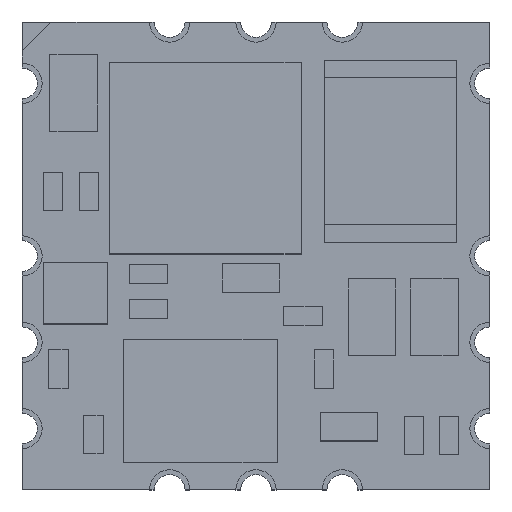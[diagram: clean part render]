
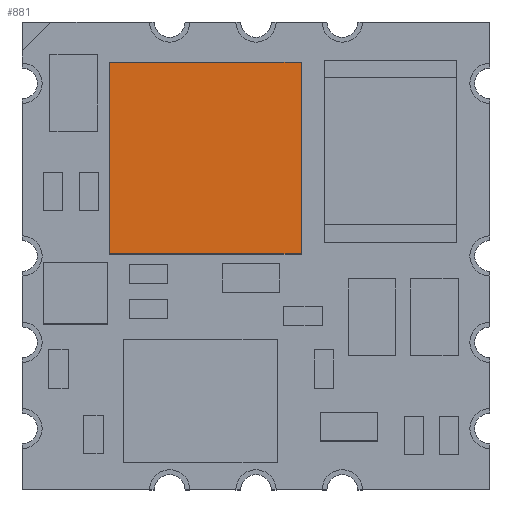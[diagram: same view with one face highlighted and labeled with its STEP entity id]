
A CAD part, top view. The second image highlights one B-rep face of the part: STEP entity #881.
In plain terms, the highlighted planar face has unit normal (0, 0, 1).
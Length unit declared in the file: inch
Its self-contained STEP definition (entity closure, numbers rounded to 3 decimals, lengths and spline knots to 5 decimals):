
#307 = EDGE_CURVE ( 'NONE', #6516, #5645, #11699, .T. ) ;
#697 = LINE ( 'NONE', #12477, #6120 ) ;
#820 = VERTEX_POINT ( 'NONE', #3426 ) ;
#881 = ADVANCED_FACE ( 'NONE', ( #2550 ), #4664, .T. ) ;
#1457 = DIRECTION ( 'NONE',  ( 1., 0., 0. ) ) ;
#1939 = EDGE_CURVE ( 'NONE', #10052, #6516, #11490, .T. ) ;
#2542 = CARTESIAN_POINT ( 'NONE',  ( 0.091, 0.246, 0.082 ) ) ;
#2550 = FACE_OUTER_BOUND ( 'NONE', #5098, .T. ) ;
#2597 = AXIS2_PLACEMENT_3D ( 'NONE', #4706, #12258, #5799 ) ;
#2920 = VECTOR ( 'NONE', #10746, 39.37008 ) ;
#3065 = VECTOR ( 'NONE', #1457, 39.37008 ) ;
#3196 = CARTESIAN_POINT ( 'NONE',  ( 0.291, 0.246, 0.082 ) ) ;
#3426 = CARTESIAN_POINT ( 'NONE',  ( 0.291, 0.446, 0.082 ) ) ;
#4200 = ORIENTED_EDGE ( 'NONE', *, *, #1939, .T. ) ;
#4664 = PLANE ( 'NONE',  #2597 ) ;
#4706 = CARTESIAN_POINT ( 'NONE',  ( 0.091, 0.246, 0.082 ) ) ;
#5098 = EDGE_LOOP ( 'NONE', ( #4200, #9300, #11282, #6621 ) ) ;
#5645 = VERTEX_POINT ( 'NONE', #6617 ) ;
#5757 = VECTOR ( 'NONE', #7549, 39.37008 ) ;
#5799 = DIRECTION ( 'NONE',  ( 1., 0., 0. ) ) ;
#5897 = CARTESIAN_POINT ( 'NONE',  ( 0.091, 0.446, 0.082 ) ) ;
#6120 = VECTOR ( 'NONE', #13553, 39.37008 ) ;
#6516 = VERTEX_POINT ( 'NONE', #13745 ) ;
#6617 = CARTESIAN_POINT ( 'NONE',  ( 0.291, 0.246, 0.082 ) ) ;
#6621 = ORIENTED_EDGE ( 'NONE', *, *, #11936, .T. ) ;
#7193 = EDGE_CURVE ( 'NONE', #5645, #820, #11215, .T. ) ;
#7549 = DIRECTION ( 'NONE',  ( 0., -1., 0. ) ) ;
#9300 = ORIENTED_EDGE ( 'NONE', *, *, #307, .T. ) ;
#9735 = CARTESIAN_POINT ( 'NONE',  ( 0.091, 0.446, 0.082 ) ) ;
#10052 = VERTEX_POINT ( 'NONE', #5897 ) ;
#10746 = DIRECTION ( 'NONE',  ( 0., 1., 0. ) ) ;
#11215 = LINE ( 'NONE', #3196, #2920 ) ;
#11282 = ORIENTED_EDGE ( 'NONE', *, *, #7193, .T. ) ;
#11490 = LINE ( 'NONE', #9735, #5757 ) ;
#11699 = LINE ( 'NONE', #2542, #3065 ) ;
#11936 = EDGE_CURVE ( 'NONE', #820, #10052, #697, .T. ) ;
#12258 = DIRECTION ( 'NONE',  ( 0., 0., 1. ) ) ;
#12477 = CARTESIAN_POINT ( 'NONE',  ( 0.291, 0.446, 0.082 ) ) ;
#13553 = DIRECTION ( 'NONE',  ( -1., 0., 0. ) ) ;
#13745 = CARTESIAN_POINT ( 'NONE',  ( 0.091, 0.246, 0.082 ) ) ;
